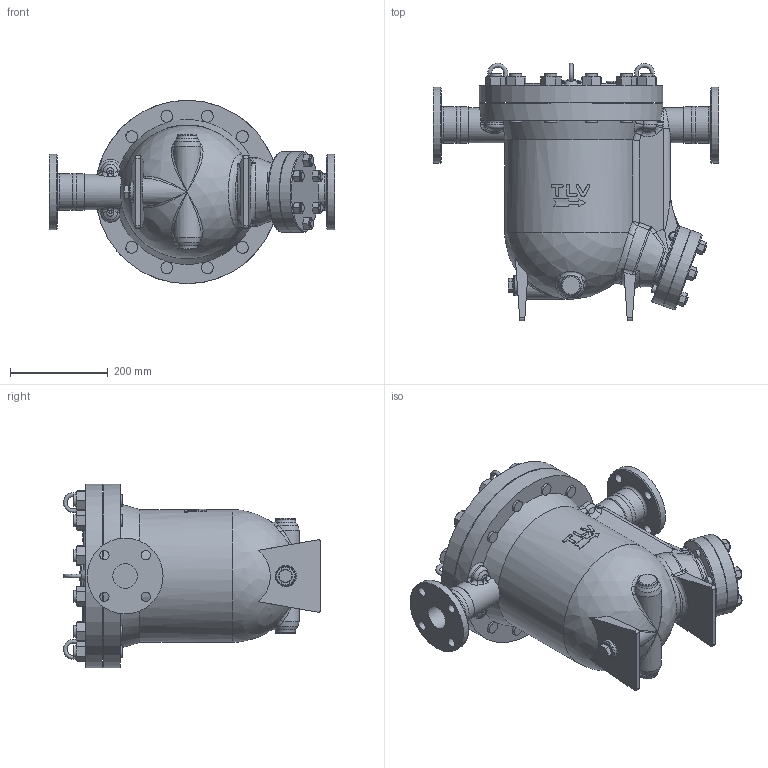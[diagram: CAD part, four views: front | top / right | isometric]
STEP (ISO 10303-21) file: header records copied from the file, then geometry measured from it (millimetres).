
FILE_DESCRIPTION((''),'2;1');
FILE_NAME('jah8r-050-jis10-00.stp','2014-03-27T08:47:02',('nakaot'),(''),'Autodesk Inventor 2012','Autodesk Inventor 2012','');
FILE_SCHEMA(('AUTOMOTIVE_DESIGN { 1 0 10303 214 1 1 1 1 }'));
Length unit declared in the file: millimetre
Products named in the file (1): jah8r-050-jis10-00
Bounding box: 584 x 526.46 x 375 mm (x, y, z)
Volume: 32457992.8 mm3; surface area: 1103859.4 mm2
Topology: 1 solids, 1 shells, 703 faces, 1752 edges, 1079 vertices
Faces by surface type: plane 264, cone 140, cylinder 130, bspline 125, torus 41, sphere 3
Full cylindrical faces by diameter (mm): 16 x16, 19 x14, 21 x1, 22.2 x1, 24 x24, 36 x1, 40 x3, 50 x2, 72 x2, 75 x4, 90 x1, 105 x1, 155 x2, 165 x2, 200 x1, 375 x2
Entity records: 30472 total; most frequent: CARTESIAN_POINT 15889, ORIENTED_EDGE 3130, DIRECTION 2684, EDGE_CURVE 1565, AXIS2_PLACEMENT_3D 1136, VERTEX_POINT 1023, EDGE_LOOP 938, FACE_OUTER_BOUND 703
